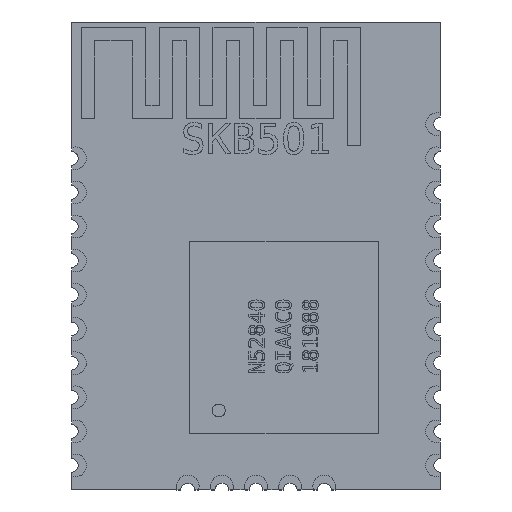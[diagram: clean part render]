
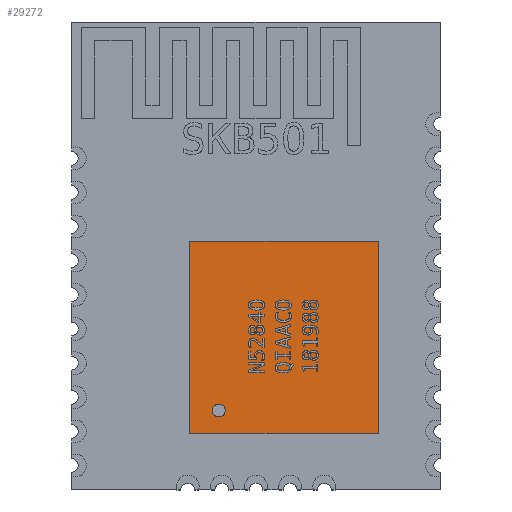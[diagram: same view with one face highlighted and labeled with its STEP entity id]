
A CAD part, top view. The second image highlights one B-rep face of the part: STEP entity #29272.
In plain terms, the highlighted planar face has unit normal (0, 0, 1).
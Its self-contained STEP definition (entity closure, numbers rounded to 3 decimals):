
#29143 = VERTEX_POINT('',#29144);
#29144 = CARTESIAN_POINT('',(4.558,2.955,1.9));
#29150 = EDGE_CURVE('',#29143,#29151,#29153,.T.);
#29151 = VERTEX_POINT('',#29152);
#29152 = CARTESIAN_POINT('',(-2.468,2.955,1.9));
#29153 = LINE('',#29154,#29155);
#29154 = CARTESIAN_POINT('',(4.558,2.955,1.9));
#29155 = VECTOR('',#29156,1.);
#29156 = DIRECTION('',(-1.,0.,0.));
#29181 = EDGE_CURVE('',#29151,#29182,#29184,.T.);
#29182 = VERTEX_POINT('',#29183);
#29183 = CARTESIAN_POINT('',(-2.468,-4.189,1.9));
#29184 = LINE('',#29185,#29186);
#29185 = CARTESIAN_POINT('',(-2.468,2.955,1.9));
#29186 = VECTOR('',#29187,1.);
#29187 = DIRECTION('',(0.,-1.,0.));
#29212 = EDGE_CURVE('',#29182,#29213,#29215,.T.);
#29213 = VERTEX_POINT('',#29214);
#29214 = CARTESIAN_POINT('',(4.558,-4.189,1.9));
#29215 = LINE('',#29216,#29217);
#29216 = CARTESIAN_POINT('',(-2.468,-4.189,1.9));
#29217 = VECTOR('',#29218,1.);
#29218 = DIRECTION('',(1.,0.,0.));
#29243 = EDGE_CURVE('',#29213,#29143,#29244,.T.);
#29244 = LINE('',#29245,#29246);
#29245 = CARTESIAN_POINT('',(4.558,-4.189,1.9));
#29246 = VECTOR('',#29247,1.);
#29247 = DIRECTION('',(0.,1.,0.));
#29272 = ADVANCED_FACE('',(#29273),#29279,.T.);
#29273 = FACE_BOUND('',#29274,.T.);
#29274 = EDGE_LOOP('',(#29275,#29276,#29277,#29278));
#29275 = ORIENTED_EDGE('',*,*,#29150,.T.);
#29276 = ORIENTED_EDGE('',*,*,#29181,.T.);
#29277 = ORIENTED_EDGE('',*,*,#29212,.T.);
#29278 = ORIENTED_EDGE('',*,*,#29243,.T.);
#29279 = PLANE('',#29280);
#29280 = AXIS2_PLACEMENT_3D('',#29281,#29282,#29283);
#29281 = CARTESIAN_POINT('',(1.045,-0.617,1.9));
#29282 = DIRECTION('',(0.,0.,1.));
#29283 = DIRECTION('',(1.,0.,0.));
